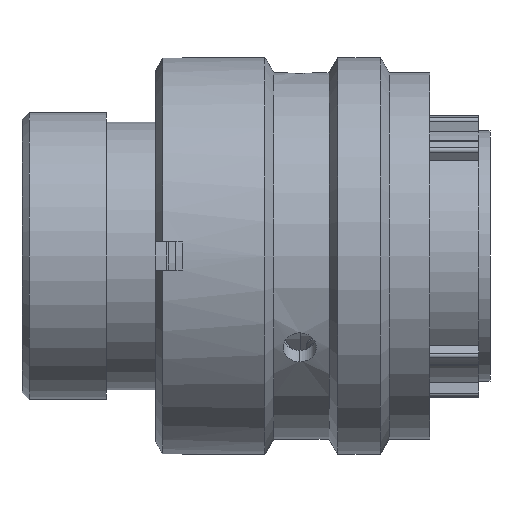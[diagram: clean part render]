
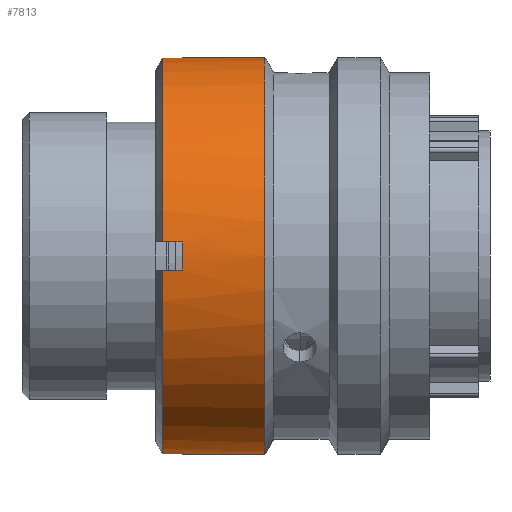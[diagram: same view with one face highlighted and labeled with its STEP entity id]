
A CAD part, front view. The second image highlights one B-rep face of the part: STEP entity #7813.
In plain terms, the highlighted cylindrical face has radius 14.15 mm (diameter 28.3 mm), a partial arc.
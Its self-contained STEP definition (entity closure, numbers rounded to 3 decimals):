
#1678 = CARTESIAN_POINT ( 'NONE',  ( 29.07, -1., 14.115 ) ) ;
#2466 = CARTESIAN_POINT ( 'NONE',  ( 10.02, -14.115, -1. ) ) ;
#2476 = CARTESIAN_POINT ( 'NONE',  ( 11.42, -14.115, -1. ) ) ;
#2956 = EDGE_CURVE ( 'NONE', #46461, #75409, #52674, .T. ) ;
#3684 = ORIENTED_EDGE ( 'NONE', *, *, #57695, .T. ) ;
#3834 = DIRECTION ( 'NONE',  ( 0., 0., 1. ) ) ;
#4688 = ORIENTED_EDGE ( 'NONE', *, *, #64015, .T. ) ;
#5366 = EDGE_LOOP ( 'NONE', ( #50793, #3684, #8464, #41859, #4688, #57480, #35897, #65413, #27618, #33993, #50687, #8979 ) ) ;
#5740 = CIRCLE ( 'NONE', #59628, 14.15 ) ;
#7528 = AXIS2_PLACEMENT_3D ( 'NONE', #32492, #74144, #21699 ) ;
#7813 = ADVANCED_FACE ( 'NONE', ( #19843 ), #40960, .T. ) ;
#8464 = ORIENTED_EDGE ( 'NONE', *, *, #51931, .T. ) ;
#8979 = ORIENTED_EDGE ( 'NONE', *, *, #25749, .F. ) ;
#9235 = VERTEX_POINT ( 'NONE', #27208 ) ;
#10560 = VECTOR ( 'NONE', #46380, 1000. ) ;
#11415 = LINE ( 'NONE', #32871, #67154 ) ;
#13229 = EDGE_CURVE ( 'NONE', #70764, #40082, #37187, .T. ) ;
#14833 = AXIS2_PLACEMENT_3D ( 'NONE', #22014, #15163, #62438 ) ;
#15163 = DIRECTION ( 'NONE',  ( 1., 0., 0. ) ) ;
#15164 = AXIS2_PLACEMENT_3D ( 'NONE', #38509, #54909, #32394 ) ;
#15179 = EDGE_CURVE ( 'NONE', #38945, #70764, #57145, .T. ) ;
#15211 = CARTESIAN_POINT ( 'NONE',  ( 29.07, 0., 0. ) ) ;
#15615 = AXIS2_PLACEMENT_3D ( 'NONE', #15211, #37720, #73027 ) ;
#18172 = CARTESIAN_POINT ( 'NONE',  ( 11.42, -1., -14.115 ) ) ;
#18410 = CARTESIAN_POINT ( 'NONE',  ( 29.07, 0., -14.15 ) ) ;
#19701 = LINE ( 'NONE', #57898, #10560 ) ;
#19843 = FACE_OUTER_BOUND ( 'NONE', #5366, .T. ) ;
#21699 = DIRECTION ( 'NONE',  ( 0., 0., -1. ) ) ;
#22014 = CARTESIAN_POINT ( 'NONE',  ( 11.42, 0., 0. ) ) ;
#23597 = VERTEX_POINT ( 'NONE', #75236 ) ;
#24273 = CARTESIAN_POINT ( 'NONE',  ( 29.07, -14.115, -1. ) ) ;
#24796 = DIRECTION ( 'NONE',  ( 1., 0., 0. ) ) ;
#25749 = EDGE_CURVE ( 'NONE', #75409, #9235, #5740, .T. ) ;
#27027 = DIRECTION ( 'NONE',  ( 1., 0., 0. ) ) ;
#27208 = CARTESIAN_POINT ( 'NONE',  ( 17.324, 0., -14.15 ) ) ;
#27618 = ORIENTED_EDGE ( 'NONE', *, *, #41381, .T. ) ;
#28584 = CIRCLE ( 'NONE', #39726, 14.15 ) ;
#28884 = DIRECTION ( 'NONE',  ( -1., 0., 0. ) ) ;
#29967 = VECTOR ( 'NONE', #24796, 1000. ) ;
#31463 = EDGE_CURVE ( 'NONE', #46441, #9235, #33617, .T. ) ;
#31472 = VERTEX_POINT ( 'NONE', #18172 ) ;
#32394 = DIRECTION ( 'NONE',  ( 0., 0., -1. ) ) ;
#32465 = CARTESIAN_POINT ( 'NONE',  ( 11.42, -1., 14.115 ) ) ;
#32492 = CARTESIAN_POINT ( 'NONE',  ( 10.02, 0., 0. ) ) ;
#32786 = VERTEX_POINT ( 'NONE', #36066 ) ;
#32871 = CARTESIAN_POINT ( 'NONE',  ( 29.07, -1., -14.115 ) ) ;
#33459 = VECTOR ( 'NONE', #33997, 1000. ) ;
#33617 = LINE ( 'NONE', #18410, #29967 ) ;
#33993 = ORIENTED_EDGE ( 'NONE', *, *, #49088, .T. ) ;
#33997 = DIRECTION ( 'NONE',  ( 1., 0., 0. ) ) ;
#34300 = VECTOR ( 'NONE', #60109, 1000. ) ;
#34625 = DIRECTION ( 'NONE',  ( 1., 0., 0. ) ) ;
#35601 = CIRCLE ( 'NONE', #7528, 14.15 ) ;
#35775 = CARTESIAN_POINT ( 'NONE',  ( 11.42, 0., -14.15 ) ) ;
#35897 = ORIENTED_EDGE ( 'NONE', *, *, #13229, .T. ) ;
#36066 = CARTESIAN_POINT ( 'NONE',  ( 10.02, -14.115, 1. ) ) ;
#37187 = LINE ( 'NONE', #24273, #72826 ) ;
#37720 = DIRECTION ( 'NONE',  ( 1., 0., 0. ) ) ;
#38509 = CARTESIAN_POINT ( 'NONE',  ( 10.02, 0., 0. ) ) ;
#38945 = VERTEX_POINT ( 'NONE', #67254 ) ;
#39726 = AXIS2_PLACEMENT_3D ( 'NONE', #61286, #27027, #3834 ) ;
#40082 = VERTEX_POINT ( 'NONE', #2466 ) ;
#40331 = AXIS2_PLACEMENT_3D ( 'NONE', #71195, #70439, #65061 ) ;
#40514 = VERTEX_POINT ( 'NONE', #59577 ) ;
#40960 = CYLINDRICAL_SURFACE ( 'NONE', #15615, 14.15 ) ;
#41381 = EDGE_CURVE ( 'NONE', #23597, #31472, #11415, .T. ) ;
#41859 = ORIENTED_EDGE ( 'NONE', *, *, #68259, .T. ) ;
#42079 = EDGE_CURVE ( 'NONE', #40082, #23597, #67175, .T. ) ;
#46380 = DIRECTION ( 'NONE',  ( 1., 0., 0. ) ) ;
#46441 = VERTEX_POINT ( 'NONE', #35775 ) ;
#46461 = VERTEX_POINT ( 'NONE', #70553 ) ;
#46918 = CARTESIAN_POINT ( 'NONE',  ( 17.324, 0., 14.15 ) ) ;
#49088 = EDGE_CURVE ( 'NONE', #31472, #46441, #51917, .T. ) ;
#49183 = DIRECTION ( 'NONE',  ( 1., 0., 0. ) ) ;
#50687 = ORIENTED_EDGE ( 'NONE', *, *, #31463, .T. ) ;
#50793 = ORIENTED_EDGE ( 'NONE', *, *, #2956, .F. ) ;
#51917 = CIRCLE ( 'NONE', #14833, 14.15 ) ;
#51931 = EDGE_CURVE ( 'NONE', #69922, #40514, #58070, .T. ) ;
#52674 = LINE ( 'NONE', #75365, #33459 ) ;
#54909 = DIRECTION ( 'NONE',  ( 1., 0., 0. ) ) ;
#57145 = CIRCLE ( 'NONE', #40331, 14.15 ) ;
#57480 = ORIENTED_EDGE ( 'NONE', *, *, #15179, .T. ) ;
#57695 = EDGE_CURVE ( 'NONE', #46461, #69922, #28584, .T. ) ;
#57898 = CARTESIAN_POINT ( 'NONE',  ( 29.07, -14.115, 1. ) ) ;
#58070 = LINE ( 'NONE', #1678, #34300 ) ;
#59577 = CARTESIAN_POINT ( 'NONE',  ( 10.02, -1., 14.115 ) ) ;
#59628 = AXIS2_PLACEMENT_3D ( 'NONE', #66805, #49183, #60905 ) ;
#60109 = DIRECTION ( 'NONE',  ( -1., 0., 0. ) ) ;
#60905 = DIRECTION ( 'NONE',  ( 0., 0., -1. ) ) ;
#61286 = CARTESIAN_POINT ( 'NONE',  ( 11.42, 0., 0. ) ) ;
#62438 = DIRECTION ( 'NONE',  ( 0., 0., 1. ) ) ;
#64015 = EDGE_CURVE ( 'NONE', #32786, #38945, #19701, .T. ) ;
#65061 = DIRECTION ( 'NONE',  ( 0., 0., 1. ) ) ;
#65413 = ORIENTED_EDGE ( 'NONE', *, *, #42079, .T. ) ;
#66805 = CARTESIAN_POINT ( 'NONE',  ( 17.324, 0., 0. ) ) ;
#67154 = VECTOR ( 'NONE', #34625, 1000. ) ;
#67175 = CIRCLE ( 'NONE', #15164, 14.15 ) ;
#67254 = CARTESIAN_POINT ( 'NONE',  ( 11.42, -14.115, 1. ) ) ;
#68259 = EDGE_CURVE ( 'NONE', #40514, #32786, #35601, .T. ) ;
#69922 = VERTEX_POINT ( 'NONE', #32465 ) ;
#70439 = DIRECTION ( 'NONE',  ( 1., 0., 0. ) ) ;
#70553 = CARTESIAN_POINT ( 'NONE',  ( 11.42, 0., 14.15 ) ) ;
#70764 = VERTEX_POINT ( 'NONE', #2476 ) ;
#71195 = CARTESIAN_POINT ( 'NONE',  ( 11.42, 0., 0. ) ) ;
#72826 = VECTOR ( 'NONE', #28884, 1000. ) ;
#73027 = DIRECTION ( 'NONE',  ( 0., 0., -1. ) ) ;
#74144 = DIRECTION ( 'NONE',  ( 1., 0., 0. ) ) ;
#75236 = CARTESIAN_POINT ( 'NONE',  ( 10.02, -1., -14.115 ) ) ;
#75365 = CARTESIAN_POINT ( 'NONE',  ( 29.07, 0., 14.15 ) ) ;
#75409 = VERTEX_POINT ( 'NONE', #46918 ) ;
